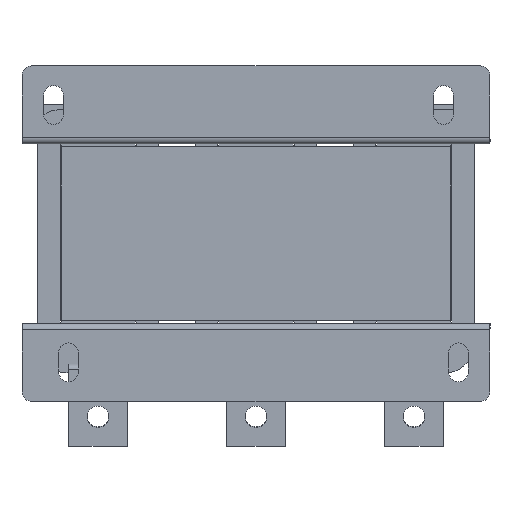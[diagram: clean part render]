
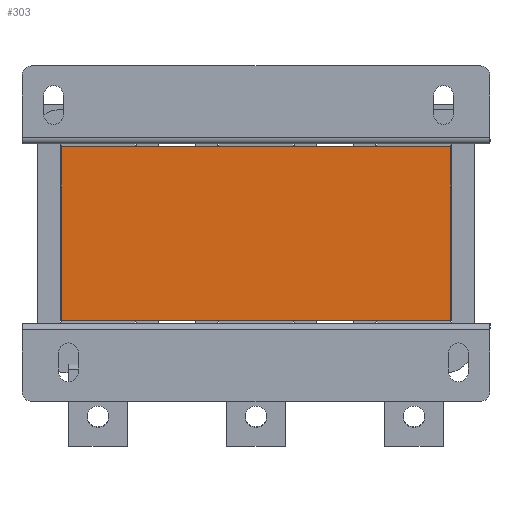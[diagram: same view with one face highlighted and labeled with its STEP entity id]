
A CAD part, front view. The second image highlights one B-rep face of the part: STEP entity #303.
In plain terms, the highlighted planar face has unit normal (0, -1, 0).
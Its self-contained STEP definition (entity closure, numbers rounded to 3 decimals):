
#146 = EDGE_CURVE ( 'NONE', #4497, #6181, #1216, .T. ) ;
#239 = PLANE ( 'NONE',  #1256 ) ;
#303 = ADVANCED_FACE ( 'NONE', ( #1891 ), #239, .F. ) ;
#459 = ORIENTED_EDGE ( 'NONE', *, *, #1099, .F. ) ;
#465 = VECTOR ( 'NONE', #5973, 1000. ) ;
#518 = LINE ( 'NONE', #6714, #4671 ) ;
#1099 = EDGE_CURVE ( 'NONE', #4846, #6181, #2823, .T. ) ;
#1216 = LINE ( 'NONE', #6348, #465 ) ;
#1256 = AXIS2_PLACEMENT_3D ( 'NONE', #2393, #3520, #5620 ) ;
#1361 = EDGE_CURVE ( 'NONE', #3926, #4846, #518, .T. ) ;
#1548 = DIRECTION ( 'NONE',  ( 1., 0., 0. ) ) ;
#1891 = FACE_OUTER_BOUND ( 'NONE', #4402, .T. ) ;
#1903 = CARTESIAN_POINT ( 'NONE',  ( -100., -19., 89. ) ) ;
#2161 = CARTESIAN_POINT ( 'NONE',  ( -100., -19., 0. ) ) ;
#2393 = CARTESIAN_POINT ( 'NONE',  ( -100., -19., 89. ) ) ;
#2774 = CARTESIAN_POINT ( 'NONE',  ( 100., -19., 89. ) ) ;
#2823 = LINE ( 'NONE', #2774, #6089 ) ;
#3041 = ORIENTED_EDGE ( 'NONE', *, *, #146, .T. ) ;
#3124 = CARTESIAN_POINT ( 'NONE',  ( 100., -19., 89. ) ) ;
#3263 = ORIENTED_EDGE ( 'NONE', *, *, #1361, .F. ) ;
#3520 = DIRECTION ( 'NONE',  ( 0., 1., 0. ) ) ;
#3638 = CARTESIAN_POINT ( 'NONE',  ( 100., -19., 0. ) ) ;
#3670 = VECTOR ( 'NONE', #5599, 1000. ) ;
#3926 = VERTEX_POINT ( 'NONE', #4049 ) ;
#4049 = CARTESIAN_POINT ( 'NONE',  ( -100., -19., 89. ) ) ;
#4402 = EDGE_LOOP ( 'NONE', ( #3041, #459, #3263, #5868 ) ) ;
#4497 = VERTEX_POINT ( 'NONE', #2161 ) ;
#4671 = VECTOR ( 'NONE', #1548, 1000. ) ;
#4846 = VERTEX_POINT ( 'NONE', #3124 ) ;
#5126 = EDGE_CURVE ( 'NONE', #3926, #4497, #6619, .T. ) ;
#5599 = DIRECTION ( 'NONE',  ( 0., 0., -1. ) ) ;
#5620 = DIRECTION ( 'NONE',  ( 0., 0., 1. ) ) ;
#5868 = ORIENTED_EDGE ( 'NONE', *, *, #5126, .T. ) ;
#5973 = DIRECTION ( 'NONE',  ( 1., 0., 0. ) ) ;
#6089 = VECTOR ( 'NONE', #6529, 1000. ) ;
#6181 = VERTEX_POINT ( 'NONE', #3638 ) ;
#6348 = CARTESIAN_POINT ( 'NONE',  ( -100., -19., 0. ) ) ;
#6529 = DIRECTION ( 'NONE',  ( 0., 0., -1. ) ) ;
#6619 = LINE ( 'NONE', #1903, #3670 ) ;
#6714 = CARTESIAN_POINT ( 'NONE',  ( -100., -19., 89. ) ) ;
